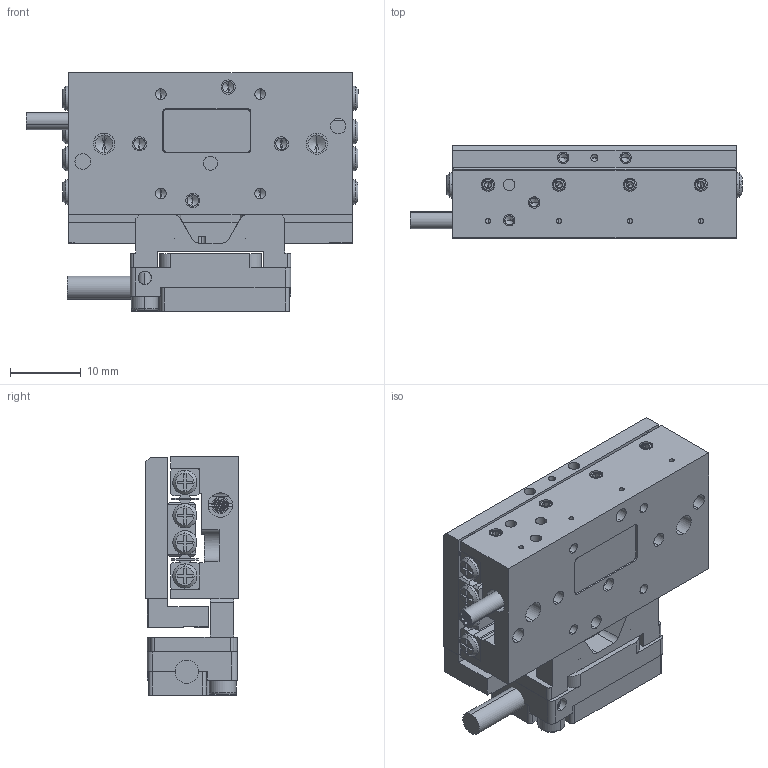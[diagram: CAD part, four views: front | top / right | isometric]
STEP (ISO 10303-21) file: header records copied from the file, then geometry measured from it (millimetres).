
FILE_DESCRIPTION (( 'STEP AP214' ), '1' );
FILE_NAME ('PPS-20-133X9.STEP', '2023-07-18T21:33:37', ( '' ), ( '' ), 'SwSTEP 2.0', 'SolidWorks 2023', '' );
FILE_SCHEMA (( 'AUTOMOTIVE_DESIGN' ));
Length unit declared in the file: millimetre
Products named in the file (18): SCREW, SHCS-S, M-DIN_M1.6 x 0.35 x 05mm; SCREW, MS-PPH, M-JCIS_M1.6 x 0.35 x 4mm; PPS-20-133X9; SCREW, MS-PFH, M-DIN_M2 x 0.4 x 05mm; PPS-20, Scale Bracket, MII, Master Part_40mm; SCREW, SHCS-S, M-DIN_M2 x 0.4 x 06mm; 130160 Bearing, NB, Slide Way, SVW 1000_SVW 1040-11Z Custom (Rigid at Center); NB Slide Way SVW 1000 Rail_demo ; PPS-20, Back Cover, Master Part; 430414 PPS-20 & 28, Encoder Bracket, MII; NB Slide Way SVW 1000 Center Way_SVW 1040; PPS-20, Base, Master Part_L40, No Ears; Set Screw, Cup-H, E-ASME_E1-72 x 1''16; Dowel Pin, M-DIN_M01 x 004; 110124 Encoder Head, MII 6000V, Vacuum; NB Slide Way SVW 1000 Cage_SVW 1040-11Z Custom; PPS-20, Carriage, Master Part_40mm; TFC-421 Silver Braided Cable_L20
Assembly tree (37 placements, depth 3):
  PPS-20-133X9
    PPS-20, Base, Master Part_L40, No Ears
    PPS-20, Back Cover, Master Part
    TFC-421 Silver Braided Cable_L20
    PPS-20, Carriage, Master Part_40mm
    SCREW, MS-PFH, M-DIN_M2 x 0.4 x 05mm  x4
    130160 Bearing, NB, Slide Way, SVW 1000_SVW 1040-11Z Custom (Rigid at Center)
      NB Slide Way SVW 1000 Rail_demo   x2
      NB Slide Way SVW 1000 Center Way_SVW 1040
      NB Slide Way SVW 1000 Cage_SVW 1040-11Z Custom  x2
    Set Screw, Cup-H, E-ASME_E1-72 x 1''16  x4
    SCREW, MS-PPH, M-JCIS_M1.6 x 0.35 x 4mm  x10
    110124 Encoder Head, MII 6000V, Vacuum
    430414 PPS-20 & 28, Encoder Bracket, MII
    PPS-20, Scale Bracket, MII, Master Part_40mm
    SCREW, SHCS-S, M-DIN_M1.6 x 0.35 x 05mm  x2
    SCREW, SHCS-S, M-DIN_M2 x 0.4 x 06mm  x2
    Dowel Pin, M-DIN_M01 x 004  x2
Bounding box: 46.8 x 13 x 33.6 mm (x, y, z)
Volume: 10977.7 mm3; surface area: 15438 mm2
Topology: 54 solids, 54 shells, 1963 faces, 4826 edges, 2982 vertices
Faces by surface type: plane 859, cylinder 582, cone 418, torus 92, bspline 12
Entity records: 57788 total; most frequent: CARTESIAN_POINT 27030, DIRECTION 6416, ORIENTED_EDGE 6088, EDGE_CURVE 3044, AXIS2_PLACEMENT_3D 2366, VERTEX_POINT 1952, LINE 1684, VECTOR 1684
